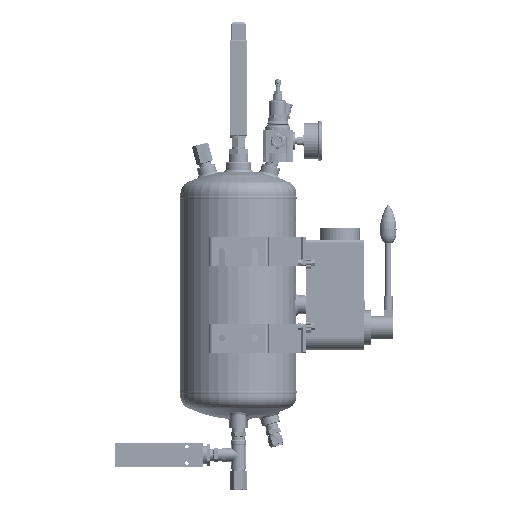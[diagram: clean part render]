
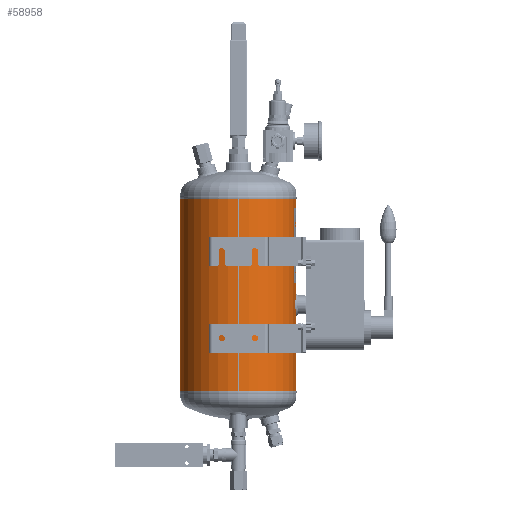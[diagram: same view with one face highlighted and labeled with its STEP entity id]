
A CAD part, left-side view. The second image highlights one B-rep face of the part: STEP entity #58958.
In plain terms, the highlighted cylindrical face has radius 100 mm (diameter 200 mm), a partial arc.
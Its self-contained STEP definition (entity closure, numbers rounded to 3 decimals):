
#3871=LINE('',#93741,#7775);
#3872=LINE('',#93746,#7776);
#3873=LINE('',#93750,#7777);
#3874=LINE('',#93754,#7778);
#7775=VECTOR('',#77520,1000.);
#7776=VECTOR('',#77523,1000.);
#7777=VECTOR('',#77526,1000.);
#7778=VECTOR('',#77529,1000.);
#11679=CIRCLE('',#71395,100.);
#11680=CIRCLE('',#71396,100.);
#11681=CIRCLE('',#71397,100.);
#11682=CIRCLE('',#71398,100.);
#13805=ORIENTED_EDGE('',*,*,#31347,.T.);
#13806=ORIENTED_EDGE('',*,*,#31348,.T.);
#13807=ORIENTED_EDGE('',*,*,#31349,.T.);
#13808=ORIENTED_EDGE('',*,*,#31350,.F.);
#13809=ORIENTED_EDGE('',*,*,#31351,.F.);
#13810=ORIENTED_EDGE('',*,*,#31352,.F.);
#13811=ORIENTED_EDGE('',*,*,#31353,.F.);
#13812=ORIENTED_EDGE('',*,*,#31354,.T.);
#13813=ORIENTED_EDGE('',*,*,#31355,.T.);
#13814=ORIENTED_EDGE('',*,*,#31356,.F.);
#13815=ORIENTED_EDGE('',*,*,#31357,.F.);
#31347=EDGE_CURVE('',#40118,#40118,#46223,.T.);
#31348=EDGE_CURVE('',#40119,#40119,#46224,.T.);
#31349=EDGE_CURVE('',#40120,#40120,#46225,.T.);
#31350=EDGE_CURVE('',#40121,#40122,#3871,.T.);
#31351=EDGE_CURVE('',#40123,#40121,#11679,.T.);
#31352=EDGE_CURVE('',#40124,#40123,#3872,.F.);
#31353=EDGE_CURVE('',#40125,#40124,#11680,.T.);
#31354=EDGE_CURVE('',#40125,#40126,#3873,.T.);
#31355=EDGE_CURVE('',#40126,#40127,#11681,.T.);
#31356=EDGE_CURVE('',#40128,#40127,#3874,.T.);
#31357=EDGE_CURVE('',#40122,#40128,#11682,.T.);
#40118=VERTEX_POINT('',#93716);
#40119=VERTEX_POINT('',#93728);
#40120=VERTEX_POINT('',#93740);
#40121=VERTEX_POINT('',#93742);
#40122=VERTEX_POINT('',#93743);
#40123=VERTEX_POINT('',#93745);
#40124=VERTEX_POINT('',#93747);
#40125=VERTEX_POINT('',#93749);
#40126=VERTEX_POINT('',#93751);
#40127=VERTEX_POINT('',#93753);
#40128=VERTEX_POINT('',#93755);
#46223=B_SPLINE_CURVE_WITH_KNOTS('',3,(#93697,#93698,#93699,#93700,#93701,
#93702,#93703,#93704,#93705,#93706,#93707,#93708,#93709,#93710,#93711,#93712,
#93713,#93714,#93715),.UNSPECIFIED.,.T.,.F.,(1,1,1,1,1,1,1,1,1,1,1,1,1,
1,1,1,1,1,1,1,1,1,1),(-0.018,-0.012,-0.006,
0.,0.006,0.012,0.018,0.023,
0.029,0.035,0.041,0.047,
0.053,0.059,0.065,0.07,
0.076,0.082,0.088,0.094,
0.1,0.106,0.112),.UNSPECIFIED.);
#46224=B_SPLINE_CURVE_WITH_KNOTS('',3,(#93717,#93718,#93719,#93720,#93721,
#93722,#93723,#93724,#93725,#93726,#93727),.UNSPECIFIED.,.T.,.F.,(1,1,1,
1,1,1,1,1,1,1,1,1,1,1,1),(-0.012,-0.008,-0.004,
0.,0.004,0.008,0.012,
0.016,0.02,0.023,0.027,
0.031,0.035,0.039,0.043),
 .UNSPECIFIED.);
#46225=B_SPLINE_CURVE_WITH_KNOTS('',3,(#93729,#93730,#93731,#93732,#93733,
#93734,#93735,#93736,#93737,#93738,#93739),.UNSPECIFIED.,.T.,.F.,(1,1,1,
1,1,1,1,1,1,1,1,1,1,1,1),(-0.012,-0.008,-0.004,
0.,0.004,0.008,0.012,
0.016,0.02,0.023,0.027,
0.031,0.035,0.039,0.043),
 .UNSPECIFIED.);
#48592=EDGE_LOOP('',(#13805));
#48593=EDGE_LOOP('',(#13806));
#48594=EDGE_LOOP('',(#13807));
#48595=EDGE_LOOP('',(#13808,#13809,#13810,#13811,#13812,#13813,#13814,#13815));
#53317=FACE_BOUND('',#48592,.T.);
#53318=FACE_BOUND('',#48593,.T.);
#53319=FACE_BOUND('',#48594,.T.);
#53320=FACE_BOUND('',#48595,.T.);
#58042=CYLINDRICAL_SURFACE('',#71394,100.);
#58958=ADVANCED_FACE('',(#53317,#53318,#53319,#53320),#58042,.T.);
#71394=AXIS2_PLACEMENT_3D('',#93696,#77518,#77519);
#71395=AXIS2_PLACEMENT_3D('',#93744,#77521,#77522);
#71396=AXIS2_PLACEMENT_3D('',#93748,#77524,#77525);
#71397=AXIS2_PLACEMENT_3D('',#93752,#77527,#77528);
#71398=AXIS2_PLACEMENT_3D('',#93756,#77530,#77531);
#77518=DIRECTION('',(0.,-1.,0.));
#77519=DIRECTION('',(0.,0.,-1.));
#77520=DIRECTION('',(0.,-1.,0.));
#77521=DIRECTION('',(0.,1.,0.));
#77522=DIRECTION('',(1.,0.,0.));
#77523=DIRECTION('',(0.,-1.,0.));
#77524=DIRECTION('',(0.,-1.,0.));
#77525=DIRECTION('',(1.,0.,0.));
#77526=DIRECTION('',(0.,-1.,0.));
#77527=DIRECTION('',(0.,1.,0.));
#77528=DIRECTION('',(1.,0.,0.));
#77529=DIRECTION('',(0.,-1.,0.));
#77530=DIRECTION('',(0.,-1.,0.));
#77531=DIRECTION('',(1.,0.,0.));
#93696=CARTESIAN_POINT('',(0.,330.,0.));
#93697=CARTESIAN_POINT('',(-98.994,187.429,14.208));
#93698=CARTESIAN_POINT('',(-98.806,181.503,15.395));
#93699=CARTESIAN_POINT('',(-98.993,175.608,14.214));
#93700=CARTESIAN_POINT('',(-99.436,170.625,10.88));
#93701=CARTESIAN_POINT('',(-99.878,167.295,5.9));
#93702=CARTESIAN_POINT('',(-100.061,166.117,0.009));
#93703=CARTESIAN_POINT('',(-99.879,167.288,-5.887));
#93704=CARTESIAN_POINT('',(-99.437,170.623,-10.879));
#93705=CARTESIAN_POINT('',(-98.992,175.61,-14.215));
#93706=CARTESIAN_POINT('',(-98.807,181.503,-15.391));
#93707=CARTESIAN_POINT('',(-98.992,187.396,-14.219));
#93708=CARTESIAN_POINT('',(-99.435,192.379,-10.892));
#93709=CARTESIAN_POINT('',(-99.877,195.718,-5.914));
#93710=CARTESIAN_POINT('',(-100.061,196.901,-0.013));
#93711=CARTESIAN_POINT('',(-99.878,195.728,5.889));
#93712=CARTESIAN_POINT('',(-99.437,192.395,10.874));
#93713=CARTESIAN_POINT('',(-98.994,187.429,14.208));
#93714=CARTESIAN_POINT('',(-98.806,181.503,15.395));
#93715=CARTESIAN_POINT('',(-98.993,175.608,14.214));
#93716=CARTESIAN_POINT('',(-98.869,181.508,15.));
#93717=CARTESIAN_POINT('',(3.922,158.915,-99.937));
#93718=CARTESIAN_POINT('',(-0.001,160.542,-100.031));
#93719=CARTESIAN_POINT('',(-3.918,158.916,-99.937));
#93720=CARTESIAN_POINT('',(-5.54,155.004,-99.844));
#93721=CARTESIAN_POINT('',(-3.921,151.083,-99.937));
#93722=CARTESIAN_POINT('',(-0.001,149.46,-100.031));
#93723=CARTESIAN_POINT('',(3.913,151.078,-99.938));
#93724=CARTESIAN_POINT('',(5.541,154.994,-99.844));
#93725=CARTESIAN_POINT('',(3.922,158.915,-99.937));
#93726=CARTESIAN_POINT('',(-0.001,160.542,-100.031));
#93727=CARTESIAN_POINT('',(-3.918,158.916,-99.937));
#93728=CARTESIAN_POINT('',(0.,160.,-100.));
#93729=CARTESIAN_POINT('',(3.922,48.915,-99.937));
#93730=CARTESIAN_POINT('',(-0.001,50.542,-100.031));
#93731=CARTESIAN_POINT('',(-3.918,48.916,-99.937));
#93732=CARTESIAN_POINT('',(-5.54,45.004,-99.844));
#93733=CARTESIAN_POINT('',(-3.921,41.083,-99.937));
#93734=CARTESIAN_POINT('',(-0.001,39.46,-100.031));
#93735=CARTESIAN_POINT('',(3.913,41.078,-99.938));
#93736=CARTESIAN_POINT('',(5.541,44.994,-99.844));
#93737=CARTESIAN_POINT('',(3.922,48.915,-99.937));
#93738=CARTESIAN_POINT('',(-0.001,50.542,-100.031));
#93739=CARTESIAN_POINT('',(-3.918,48.916,-99.937));
#93740=CARTESIAN_POINT('',(0.,50.,-100.));
#93741=CARTESIAN_POINT('',(-0.241,165.,100.));
#93742=CARTESIAN_POINT('',(-0.241,330.,100.));
#93743=CARTESIAN_POINT('',(-0.241,265.,100.));
#93744=CARTESIAN_POINT('',(0.,330.,0.));
#93745=CARTESIAN_POINT('',(0.241,330.,100.));
#93746=CARTESIAN_POINT('',(0.241,165.,100.));
#93747=CARTESIAN_POINT('',(0.241,265.,100.));
#93748=CARTESIAN_POINT('',(0.,265.,0.));
#93749=CARTESIAN_POINT('',(0.254,265.,100.));
#93750=CARTESIAN_POINT('',(0.254,265.,100.));
#93751=CARTESIAN_POINT('',(0.254,0.,100.));
#93752=CARTESIAN_POINT('',(0.,0.,0.));
#93753=CARTESIAN_POINT('',(-0.254,0.,100.));
#93754=CARTESIAN_POINT('',(-0.254,265.,100.));
#93755=CARTESIAN_POINT('',(-0.254,265.,100.));
#93756=CARTESIAN_POINT('',(0.,265.,0.));
